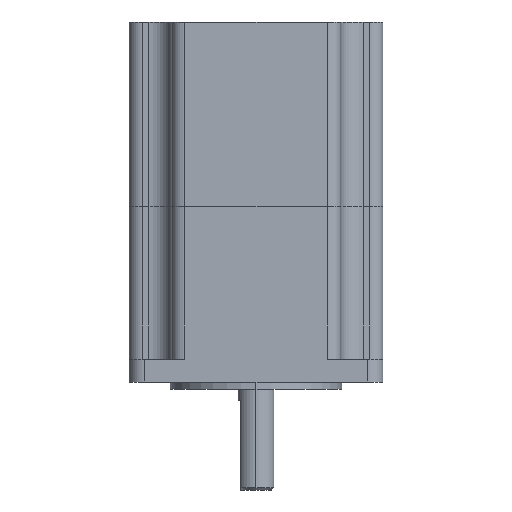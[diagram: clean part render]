
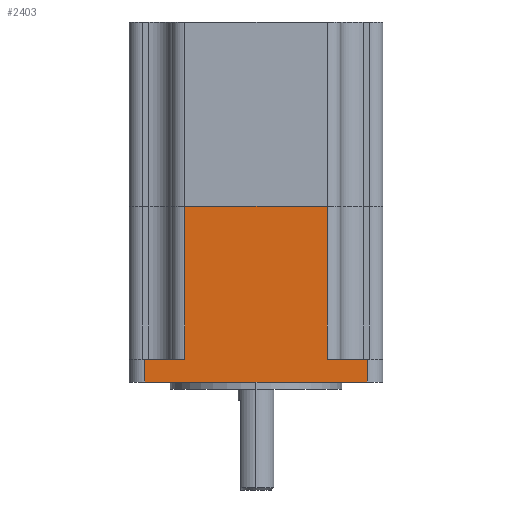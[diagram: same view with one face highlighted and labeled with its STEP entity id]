
A CAD part, left-side view. The second image highlights one B-rep face of the part: STEP entity #2403.
In plain terms, the highlighted planar face has unit normal (-1, 0, 0).
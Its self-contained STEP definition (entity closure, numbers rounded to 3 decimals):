
#113 = LINE ( 'NONE', #484, #2272 ) ;
#115 = LINE ( 'NONE', #653, #2154 ) ;
#118 = LINE ( 'NONE', #388, #2253 ) ;
#126 = LINE ( 'NONE', #587, #2204 ) ;
#127 = LINE ( 'NONE', #417, #2217 ) ;
#128 = LINE ( 'NONE', #648, #2209 ) ;
#129 = LINE ( 'NONE', #549, #2135 ) ;
#130 = LINE ( 'NONE', #650, #2241 ) ;
#147 = FACE_OUTER_BOUND ( 'NONE', #1239, .T. ) ;
#349 = DIRECTION ( 'NONE',  ( 0., 0., -1. ) ) ;
#388 = CARTESIAN_POINT ( 'NONE',  ( -28.2, 28.2, 5.08 ) ) ;
#407 = DIRECTION ( 'NONE',  ( 0., 0., -1. ) ) ;
#417 = CARTESIAN_POINT ( 'NONE',  ( -28.2, -15.8, 39. ) ) ;
#483 = DIRECTION ( 'NONE',  ( 0., -1., 0. ) ) ;
#484 = CARTESIAN_POINT ( 'NONE',  ( -28.2, 28.2, 5.08 ) ) ;
#549 = CARTESIAN_POINT ( 'NONE',  ( -28.2, 15.8, 39. ) ) ;
#587 = CARTESIAN_POINT ( 'NONE',  ( -28.2, -24.7, 5.08 ) ) ;
#590 = DIRECTION ( 'NONE',  ( 0., 0., 1. ) ) ;
#645 = DIRECTION ( 'NONE',  ( 0., 0., -1. ) ) ;
#648 = CARTESIAN_POINT ( 'NONE',  ( -28.2, 15.8, 39. ) ) ;
#650 = CARTESIAN_POINT ( 'NONE',  ( -28.2, 24.7, 5.08 ) ) ;
#653 = CARTESIAN_POINT ( 'NONE',  ( -28.2, 28.2, 0. ) ) ;
#712 = PLANE ( 'NONE',  #2170 ) ;
#812 = CARTESIAN_POINT ( 'NONE',  ( -28.2, 24.7, 5.08 ) ) ;
#823 = CARTESIAN_POINT ( 'NONE',  ( -28.2, 15.8, 5.08 ) ) ;
#855 = DIRECTION ( 'NONE',  ( 1., 0., 0. ) ) ;
#862 = DIRECTION ( 'NONE',  ( 0., -1., 0. ) ) ;
#877 = CARTESIAN_POINT ( 'NONE',  ( -28.2, 24.7, 0. ) ) ;
#970 = CARTESIAN_POINT ( 'NONE',  ( -28.2, -24.7, 0. ) ) ;
#976 = DIRECTION ( 'NONE',  ( 0., -1., 0. ) ) ;
#985 = CARTESIAN_POINT ( 'NONE',  ( -28.2, 28.2, 5.08 ) ) ;
#990 = DIRECTION ( 'NONE',  ( 0., 1., 0. ) ) ;
#1036 = CARTESIAN_POINT ( 'NONE',  ( -28.2, 15.8, 39. ) ) ;
#1058 = DIRECTION ( 'NONE',  ( 0., -1., 0. ) ) ;
#1060 = CARTESIAN_POINT ( 'NONE',  ( -28.2, -15.8, 5.08 ) ) ;
#1080 = CARTESIAN_POINT ( 'NONE',  ( -28.2, -24.7, 5.08 ) ) ;
#1082 = CARTESIAN_POINT ( 'NONE',  ( -28.2, -15.8, 39. ) ) ;
#1239 = EDGE_LOOP ( 'NONE', ( #1718, #1720, #1719, #1721, #1723, #1722, #1724, #1725 ) ) ;
#1718 = ORIENTED_EDGE ( 'NONE', *, *, #2359, .T. ) ;
#1719 = ORIENTED_EDGE ( 'NONE', *, *, #2350, .F. ) ;
#1720 = ORIENTED_EDGE ( 'NONE', *, *, #2384, .T. ) ;
#1721 = ORIENTED_EDGE ( 'NONE', *, *, #2385, .F. ) ;
#1722 = ORIENTED_EDGE ( 'NONE', *, *, #2387, .T. ) ;
#1723 = ORIENTED_EDGE ( 'NONE', *, *, #2386, .F. ) ;
#1724 = ORIENTED_EDGE ( 'NONE', *, *, #2364, .F. ) ;
#1725 = ORIENTED_EDGE ( 'NONE', *, *, #2388, .T. ) ;
#1899 = VERTEX_POINT ( 'NONE', #1080 ) ;
#1954 = VERTEX_POINT ( 'NONE', #1060 ) ;
#1981 = VERTEX_POINT ( 'NONE', #823 ) ;
#1990 = VERTEX_POINT ( 'NONE', #877 ) ;
#2020 = VERTEX_POINT ( 'NONE', #970 ) ;
#2035 = VERTEX_POINT ( 'NONE', #1036 ) ;
#2036 = VERTEX_POINT ( 'NONE', #1082 ) ;
#2039 = VERTEX_POINT ( 'NONE', #812 ) ;
#2135 = VECTOR ( 'NONE', #645, 1000. ) ;
#2154 = VECTOR ( 'NONE', #976, 1000. ) ;
#2170 = AXIS2_PLACEMENT_3D ( 'NONE', #985, #855, #990 ) ;
#2204 = VECTOR ( 'NONE', #590, 1000. ) ;
#2209 = VECTOR ( 'NONE', #862, 1000. ) ;
#2217 = VECTOR ( 'NONE', #407, 1000. ) ;
#2241 = VECTOR ( 'NONE', #349, 1000. ) ;
#2253 = VECTOR ( 'NONE', #1058, 1000. ) ;
#2272 = VECTOR ( 'NONE', #483, 1000. ) ;
#2350 = EDGE_CURVE ( 'NONE', #1954, #1899, #113, .T. ) ;
#2359 = EDGE_CURVE ( 'NONE', #1990, #2020, #115, .T. ) ;
#2364 = EDGE_CURVE ( 'NONE', #2039, #1981, #118, .T. ) ;
#2384 = EDGE_CURVE ( 'NONE', #2020, #1899, #126, .T. ) ;
#2385 = EDGE_CURVE ( 'NONE', #2036, #1954, #127, .T. ) ;
#2386 = EDGE_CURVE ( 'NONE', #2035, #2036, #128, .T. ) ;
#2387 = EDGE_CURVE ( 'NONE', #2035, #1981, #129, .T. ) ;
#2388 = EDGE_CURVE ( 'NONE', #2039, #1990, #130, .T. ) ;
#2403 = ADVANCED_FACE ( 'NONE', ( #147 ), #712, .F. ) ;
